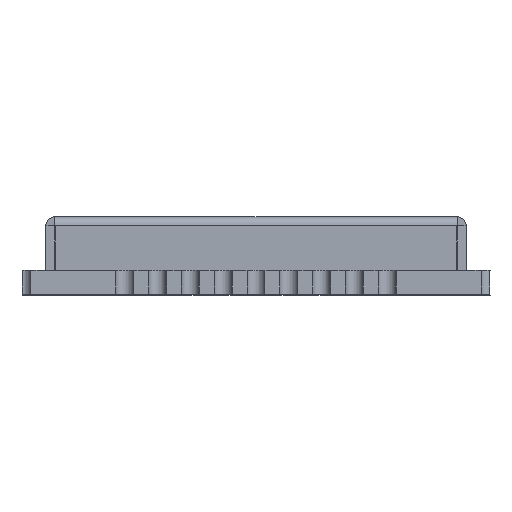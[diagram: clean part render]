
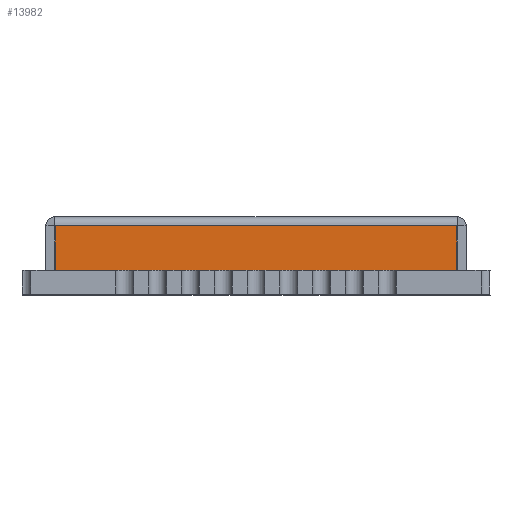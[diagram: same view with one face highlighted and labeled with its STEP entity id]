
A CAD part, top view. The second image highlights one B-rep face of the part: STEP entity #13982.
In plain terms, the highlighted planar face has unit normal (0, 0, 1).
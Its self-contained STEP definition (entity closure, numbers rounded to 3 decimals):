
#263 = EDGE_CURVE ( 'NONE', #18679, #24631, #25652, .T. ) ;
#436 = VECTOR ( 'NONE', #1772, 1000. ) ;
#1660 = DIRECTION ( 'NONE',  ( 0., -1., 0. ) ) ;
#1772 = DIRECTION ( 'NONE',  ( -1., 0., 0. ) ) ;
#1925 = CARTESIAN_POINT ( 'NONE',  ( -6.743, 0., 8. ) ) ;
#6215 = CARTESIAN_POINT ( 'NONE',  ( 6.743, 0.8, 8. ) ) ;
#7689 = CARTESIAN_POINT ( 'NONE',  ( -6.743, 0.8, 8. ) ) ;
#8419 = EDGE_CURVE ( 'NONE', #18679, #30621, #25939, .T. ) ;
#11826 = ORIENTED_EDGE ( 'NONE', *, *, #30124, .F. ) ;
#12235 = ORIENTED_EDGE ( 'NONE', *, *, #8419, .F. ) ;
#12357 = EDGE_CURVE ( 'NONE', #30621, #23066, #29796, .T. ) ;
#13576 = PLANE ( 'NONE',  #22356 ) ;
#13982 = ADVANCED_FACE ( 'NONE', ( #26228 ), #13576, .F. ) ;
#16005 = CARTESIAN_POINT ( 'NONE',  ( 0., 0., 8. ) ) ;
#16059 = VECTOR ( 'NONE', #20644, 1000. ) ;
#16538 = DIRECTION ( 'NONE',  ( 0., -1., 0. ) ) ;
#16587 = ORIENTED_EDGE ( 'NONE', *, *, #263, .T. ) ;
#17518 = DIRECTION ( 'NONE',  ( 0., 1., 0. ) ) ;
#17582 = CARTESIAN_POINT ( 'NONE',  ( 7.05, 2.3, 8. ) ) ;
#18679 = VERTEX_POINT ( 'NONE', #26105 ) ;
#18696 = CARTESIAN_POINT ( 'NONE',  ( 7.05, 0.8, 8. ) ) ;
#19236 = VECTOR ( 'NONE', #1660, 1000. ) ;
#20438 = CARTESIAN_POINT ( 'NONE',  ( 6.743, 2.3, 8. ) ) ;
#20644 = DIRECTION ( 'NONE',  ( 1., 0., 0. ) ) ;
#21239 = ORIENTED_EDGE ( 'NONE', *, *, #12357, .F. ) ;
#21656 = LINE ( 'NONE', #18696, #436 ) ;
#22356 = AXIS2_PLACEMENT_3D ( 'NONE', #16005, #29282, #17518 ) ;
#23066 = VERTEX_POINT ( 'NONE', #6215 ) ;
#24631 = VERTEX_POINT ( 'NONE', #7689 ) ;
#25652 = LINE ( 'NONE', #1925, #25857 ) ;
#25857 = VECTOR ( 'NONE', #16538, 1000. ) ;
#25939 = LINE ( 'NONE', #17582, #16059 ) ;
#26105 = CARTESIAN_POINT ( 'NONE',  ( -6.743, 2.3, 8. ) ) ;
#26228 = FACE_OUTER_BOUND ( 'NONE', #31251, .T. ) ;
#28507 = CARTESIAN_POINT ( 'NONE',  ( 6.743, 2.3, 8. ) ) ;
#29282 = DIRECTION ( 'NONE',  ( 0., 0., -1. ) ) ;
#29796 = LINE ( 'NONE', #28507, #19236 ) ;
#30124 = EDGE_CURVE ( 'NONE', #23066, #24631, #21656, .T. ) ;
#30621 = VERTEX_POINT ( 'NONE', #20438 ) ;
#31251 = EDGE_LOOP ( 'NONE', ( #12235, #16587, #11826, #21239 ) ) ;
